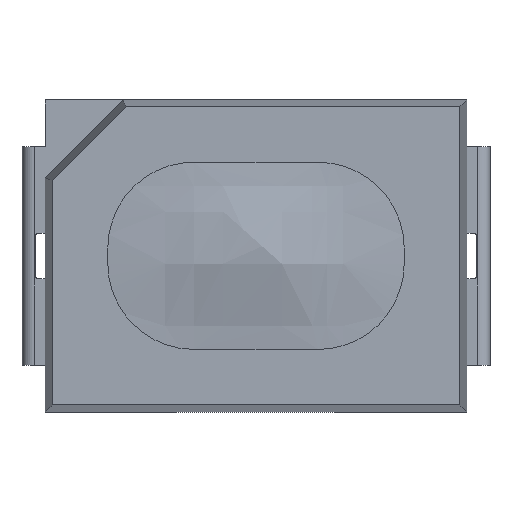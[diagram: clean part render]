
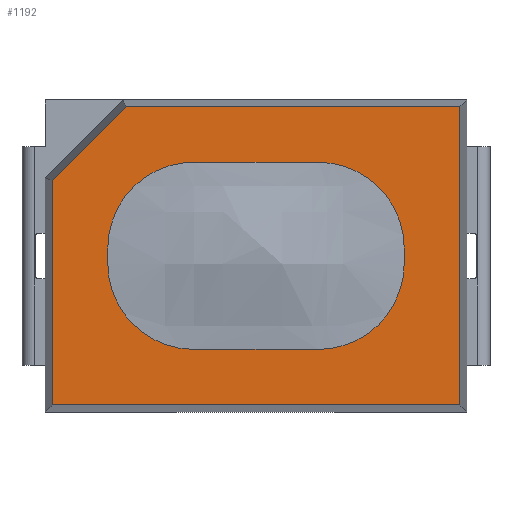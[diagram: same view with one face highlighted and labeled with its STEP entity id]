
A CAD part, top view. The second image highlights one B-rep face of the part: STEP entity #1192.
In plain terms, the highlighted planar face has unit normal (0, 0, 1).
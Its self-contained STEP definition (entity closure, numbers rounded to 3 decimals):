
#10 = CARTESIAN_POINT ( 'NONE',  ( -0.95, 0.194, 0.5 ) ) ;
#12 = CARTESIAN_POINT ( 'NONE',  ( 1.306, 0., 0.5 ) ) ;
#13 = VECTOR ( 'NONE', #2005, 1000. ) ;
#68 = CARTESIAN_POINT ( 'NONE',  ( -0.95, -0.05, 0.5 ) ) ;
#109 = VERTEX_POINT ( 'NONE', #403 ) ;
#112 = LINE ( 'NONE', #1745, #941 ) ;
#113 = VERTEX_POINT ( 'NONE', #1233 ) ;
#132 = LINE ( 'NONE', #938, #939 ) ;
#133 = CARTESIAN_POINT ( 'NONE',  ( 0.546, -0.6, 0.5 ) ) ;
#140 = ORIENTED_EDGE ( 'NONE', *, *, #637, .T. ) ;
#145 = CARTESIAN_POINT ( 'NONE',  ( 0.89, -0.338, 0.5 ) ) ;
#225 = CARTESIAN_POINT ( 'NONE',  ( -0.89, 0.338, 0.5 ) ) ;
#249 = CARTESIAN_POINT ( 'NONE',  ( -0.95, 0.05, 0.5 ) ) ;
#273 = VERTEX_POINT ( 'NONE', #684 ) ;
#281 = DIRECTION ( 'NONE',  ( 1., 0., 0. ) ) ;
#301 = PLANE ( 'NONE',  #2678 ) ;
#311 = ORIENTED_EDGE ( 'NONE', *, *, #349, .T. ) ;
#348 = CARTESIAN_POINT ( 'NONE',  ( -0.894, 0.894, 0.5 ) ) ;
#349 = EDGE_CURVE ( 'NONE', #2341, #1523, #1312, .T. ) ;
#381 = B_SPLINE_CURVE_WITH_KNOTS ( 'NONE', 3,
 ( #1594, #1995, #145, #1136, #133, #1576 ),
 .UNSPECIFIED., .F., .F.,
 ( 4, 2, 4 ),
 ( 0., 0.5, 1. ),
 .UNSPECIFIED. ) ;
#391 = EDGE_LOOP ( 'NONE', ( #2210, #1661, #140, #2387, #633 ) ) ;
#403 = CARTESIAN_POINT ( 'NONE',  ( 0.95, -0.05, 0.5 ) ) ;
#495 = CARTESIAN_POINT ( 'NONE',  ( -0.4, -0.6, 0.5 ) ) ;
#535 = EDGE_CURVE ( 'NONE', #1335, #2483, #132, .T. ) ;
#545 = CARTESIAN_POINT ( 'NONE',  ( -0.95, 0.05, 0.5 ) ) ;
#555 = CARTESIAN_POINT ( 'NONE',  ( -0.95, -0.05, 0.5 ) ) ;
#599 = CARTESIAN_POINT ( 'NONE',  ( 0., 0.956, 0.5 ) ) ;
#624 = CARTESIAN_POINT ( 'NONE',  ( 0.95, 0.196, 0.5 ) ) ;
#633 = ORIENTED_EDGE ( 'NONE', *, *, #535, .T. ) ;
#637 = EDGE_CURVE ( 'NONE', #2126, #2657, #2204, .T. ) ;
#638 = DIRECTION ( 'NONE',  ( 1., 0., 0. ) ) ;
#644 = CARTESIAN_POINT ( 'NONE',  ( -0.832, 0.956, 0.5 ) ) ;
#684 = CARTESIAN_POINT ( 'NONE',  ( -0.4, -0.6, 0.5 ) ) ;
#711 = CARTESIAN_POINT ( 'NONE',  ( 0., -0.6, 0.5 ) ) ;
#751 = ORIENTED_EDGE ( 'NONE', *, *, #2658, .T. ) ;
#823 = CARTESIAN_POINT ( 'NONE',  ( 0.688, 0.54, 0.5 ) ) ;
#853 = LINE ( 'NONE', #1087, #2371 ) ;
#856 = DIRECTION ( 'NONE',  ( 0., -1., 0. ) ) ;
#871 = CARTESIAN_POINT ( 'NONE',  ( 0.4, 0.6, 0.5 ) ) ;
#903 = CARTESIAN_POINT ( 'NONE',  ( 0., 0., 0.5 ) ) ;
#938 = CARTESIAN_POINT ( 'NONE',  ( 0., -0.956, 0.5 ) ) ;
#939 = VECTOR ( 'NONE', #965, 1000. ) ;
#941 = VECTOR ( 'NONE', #1319, 1000. ) ;
#965 = DIRECTION ( 'NONE',  ( 1., 0., 0. ) ) ;
#1011 = EDGE_CURVE ( 'NONE', #2626, #2341, #2370, .T. ) ;
#1013 = CARTESIAN_POINT ( 'NONE',  ( 0.544, 0.6, 0.5 ) ) ;
#1033 = EDGE_CURVE ( 'NONE', #1542, #109, #853, .T. ) ;
#1072 = CARTESIAN_POINT ( 'NONE',  ( 0.95, 0.05, 0.5 ) ) ;
#1076 = EDGE_CURVE ( 'NONE', #273, #1145, #1494, .T. ) ;
#1087 = CARTESIAN_POINT ( 'NONE',  ( 0.95, 0., 0.5 ) ) ;
#1104 = LINE ( 'NONE', #2343, #1882 ) ;
#1130 = CARTESIAN_POINT ( 'NONE',  ( -0.95, -0.196, 0.5 ) ) ;
#1136 = CARTESIAN_POINT ( 'NONE',  ( 0.688, -0.54, 0.5 ) ) ;
#1140 = EDGE_CURVE ( 'NONE', #1145, #2626, #112, .T. ) ;
#1145 = VERTEX_POINT ( 'NONE', #555 ) ;
#1155 = EDGE_CURVE ( 'NONE', #113, #273, #1382, .T. ) ;
#1159 = ORIENTED_EDGE ( 'NONE', *, *, #1960, .T. ) ;
#1173 = CARTESIAN_POINT ( 'NONE',  ( 1.306, -0.956, 0.5 ) ) ;
#1192 = ADVANCED_FACE ( 'NONE', ( #1935, #2375 ), #301, .T. ) ;
#1199 = CARTESIAN_POINT ( 'NONE',  ( 0.89, 0.338, 0.5 ) ) ;
#1233 = CARTESIAN_POINT ( 'NONE',  ( 0.4, -0.6, 0.5 ) ) ;
#1239 = VECTOR ( 'NONE', #281, 1000. ) ;
#1268 = CARTESIAN_POINT ( 'NONE',  ( -0.546, 0.6, 0.5 ) ) ;
#1312 = LINE ( 'NONE', #2135, #1239 ) ;
#1319 = DIRECTION ( 'NONE',  ( 0., 1., 0. ) ) ;
#1335 = VERTEX_POINT ( 'NONE', #2199 ) ;
#1367 = CARTESIAN_POINT ( 'NONE',  ( -0.688, -0.54, 0.5 ) ) ;
#1382 = LINE ( 'NONE', #711, #1593 ) ;
#1384 = EDGE_LOOP ( 'NONE', ( #2431, #2310, #311, #751, #1771, #1159, #1564, #2391 ) ) ;
#1404 = B_SPLINE_CURVE_WITH_KNOTS ( 'NONE', 3,
 ( #2479, #1013, #823, #1199, #624, #2045 ),
 .UNSPECIFIED., .F., .F.,
 ( 4, 2, 4 ),
 ( 0., 0.5, 1. ),
 .UNSPECIFIED. ) ;
#1467 = CARTESIAN_POINT ( 'NONE',  ( -1.306, 0.482, 0.5 ) ) ;
#1468 = CARTESIAN_POINT ( 'NONE',  ( -0.4, 0.6, 0.5 ) ) ;
#1494 = B_SPLINE_CURVE_WITH_KNOTS ( 'NONE', 3,
 ( #495, #1571, #1367, #2185, #1130, #68 ),
 .UNSPECIFIED., .F., .F.,
 ( 4, 2, 4 ),
 ( 0., 0.5, 1. ),
 .UNSPECIFIED. ) ;
#1523 = VERTEX_POINT ( 'NONE', #871 ) ;
#1542 = VERTEX_POINT ( 'NONE', #1072 ) ;
#1564 = ORIENTED_EDGE ( 'NONE', *, *, #1155, .T. ) ;
#1571 = CARTESIAN_POINT ( 'NONE',  ( -0.544, -0.6, 0.5 ) ) ;
#1576 = CARTESIAN_POINT ( 'NONE',  ( 0.4, -0.6, 0.5 ) ) ;
#1593 = VECTOR ( 'NONE', #2618, 1000. ) ;
#1594 = CARTESIAN_POINT ( 'NONE',  ( 0.95, -0.05, 0.5 ) ) ;
#1661 = ORIENTED_EDGE ( 'NONE', *, *, #2645, .F. ) ;
#1667 = CARTESIAN_POINT ( 'NONE',  ( -0.688, 0.54, 0.5 ) ) ;
#1731 = DIRECTION ( 'NONE',  ( 0., 0., 1. ) ) ;
#1745 = CARTESIAN_POINT ( 'NONE',  ( -0.95, 0., 0.5 ) ) ;
#1771 = ORIENTED_EDGE ( 'NONE', *, *, #1033, .T. ) ;
#1882 = VECTOR ( 'NONE', #2122, 1000. ) ;
#1935 = FACE_OUTER_BOUND ( 'NONE', #391, .T. ) ;
#1960 = EDGE_CURVE ( 'NONE', #109, #113, #381, .T. ) ;
#1971 = VECTOR ( 'NONE', #856, 1000. ) ;
#1995 = CARTESIAN_POINT ( 'NONE',  ( 0.95, -0.194, 0.5 ) ) ;
#2005 = DIRECTION ( 'NONE',  ( -0.707, -0.707, 0. ) ) ;
#2045 = CARTESIAN_POINT ( 'NONE',  ( 0.95, 0.05, 0.5 ) ) ;
#2105 = DIRECTION ( 'NONE',  ( 0., -1., 0. ) ) ;
#2122 = DIRECTION ( 'NONE',  ( 0., -1., 0. ) ) ;
#2126 = VERTEX_POINT ( 'NONE', #644 ) ;
#2132 = CARTESIAN_POINT ( 'NONE',  ( -0.4, 0.6, 0.5 ) ) ;
#2135 = CARTESIAN_POINT ( 'NONE',  ( 0., 0.6, 0.5 ) ) ;
#2185 = CARTESIAN_POINT ( 'NONE',  ( -0.89, -0.338, 0.5 ) ) ;
#2189 = EDGE_CURVE ( 'NONE', #2303, #2483, #2482, .T. ) ;
#2199 = CARTESIAN_POINT ( 'NONE',  ( -1.306, -0.956, 0.5 ) ) ;
#2204 = LINE ( 'NONE', #348, #13 ) ;
#2210 = ORIENTED_EDGE ( 'NONE', *, *, #2189, .F. ) ;
#2270 = VECTOR ( 'NONE', #638, 1000. ) ;
#2303 = VERTEX_POINT ( 'NONE', #2328 ) ;
#2310 = ORIENTED_EDGE ( 'NONE', *, *, #1011, .T. ) ;
#2320 = EDGE_CURVE ( 'NONE', #2657, #1335, #1104, .T. ) ;
#2328 = CARTESIAN_POINT ( 'NONE',  ( 1.306, 0.956, 0.5 ) ) ;
#2341 = VERTEX_POINT ( 'NONE', #2132 ) ;
#2343 = CARTESIAN_POINT ( 'NONE',  ( -1.306, 0., 0.5 ) ) ;
#2354 = DIRECTION ( 'NONE',  ( 1., 0., 0. ) ) ;
#2370 = B_SPLINE_CURVE_WITH_KNOTS ( 'NONE', 3,
 ( #249, #10, #225, #1667, #1268, #1468 ),
 .UNSPECIFIED., .F., .F.,
 ( 4, 2, 4 ),
 ( 0., 0.5, 1. ),
 .UNSPECIFIED. ) ;
#2371 = VECTOR ( 'NONE', #2105, 1000. ) ;
#2375 = FACE_BOUND ( 'NONE', #1384, .T. ) ;
#2387 = ORIENTED_EDGE ( 'NONE', *, *, #2320, .T. ) ;
#2391 = ORIENTED_EDGE ( 'NONE', *, *, #1076, .T. ) ;
#2431 = ORIENTED_EDGE ( 'NONE', *, *, #1140, .T. ) ;
#2479 = CARTESIAN_POINT ( 'NONE',  ( 0.4, 0.6, 0.5 ) ) ;
#2482 = LINE ( 'NONE', #12, #1971 ) ;
#2483 = VERTEX_POINT ( 'NONE', #1173 ) ;
#2618 = DIRECTION ( 'NONE',  ( -1., 0., 0. ) ) ;
#2626 = VERTEX_POINT ( 'NONE', #545 ) ;
#2645 = EDGE_CURVE ( 'NONE', #2126, #2303, #2704, .T. ) ;
#2657 = VERTEX_POINT ( 'NONE', #1467 ) ;
#2658 = EDGE_CURVE ( 'NONE', #1523, #1542, #1404, .T. ) ;
#2678 = AXIS2_PLACEMENT_3D ( 'NONE', #903, #1731, #2354 ) ;
#2704 = LINE ( 'NONE', #599, #2270 ) ;
